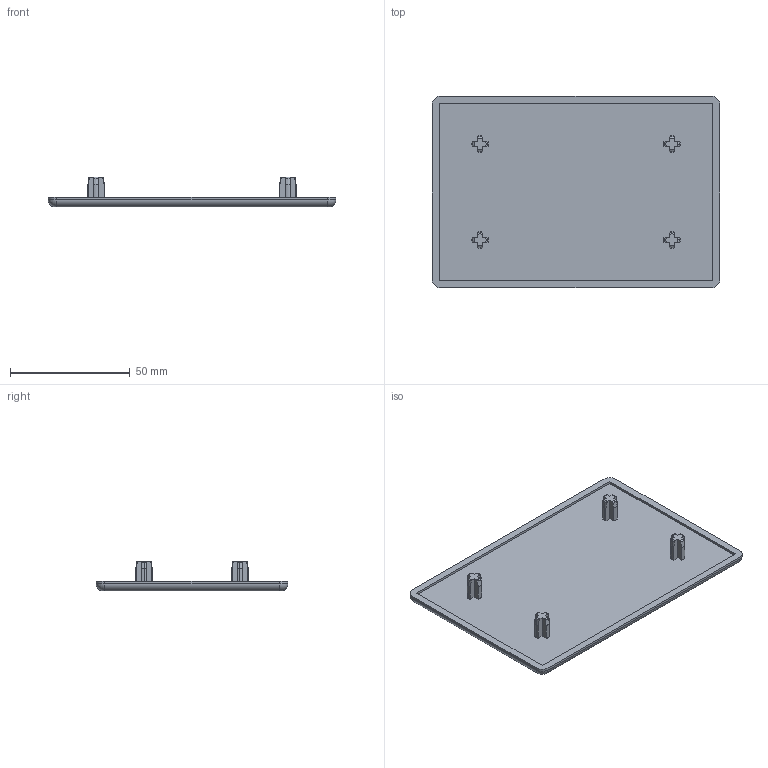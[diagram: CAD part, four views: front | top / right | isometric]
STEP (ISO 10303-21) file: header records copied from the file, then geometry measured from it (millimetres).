
FILE_DESCRIPTION (( 'STEP AP214' ), '1' );
FILE_NAME ('091095.STEP', '2014-08-21T14:00:39', ( '' ), ( '' ), 'SwSTEP 2.0', 'SolidWorks 2014', '' );
FILE_SCHEMA (( 'AUTOMOTIVE_DESIGN' ));
Length unit declared in the file: millimetre
Products named in the file (1): 091095
Bounding box: 120 x 80 x 12.5 mm (x, y, z)
Volume: 30024.1 mm3; surface area: 21579.9 mm2
Topology: 1 solids, 1 shells, 119 faces, 324 edges, 212 vertices
Faces by surface type: plane 47, cylinder 28, torus 24, cone 20
Entity records: 3932 total; most frequent: CARTESIAN_POINT 912, ORIENTED_EDGE 648, DIRECTION 608, EDGE_CURVE 324, AXIS2_PLACEMENT_3D 228, VERTEX_POINT 212, LINE 152, VECTOR 152
